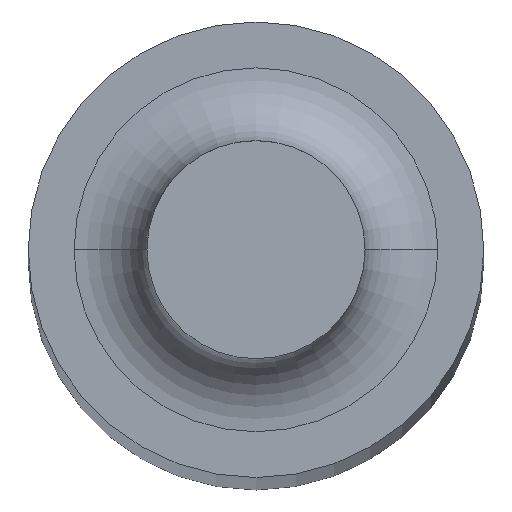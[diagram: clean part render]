
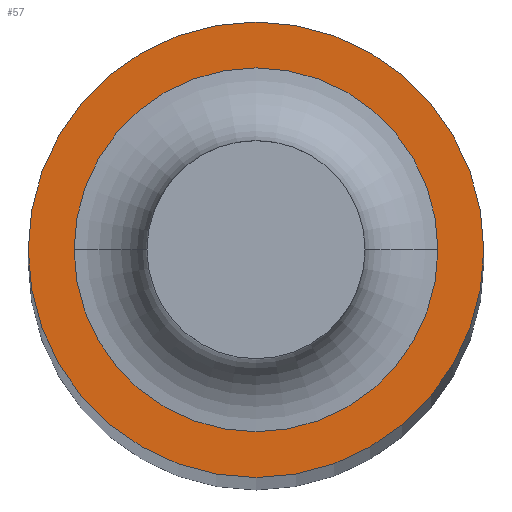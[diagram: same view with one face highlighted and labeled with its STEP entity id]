
A CAD part, top view. The second image highlights one B-rep face of the part: STEP entity #57.
In plain terms, the highlighted planar face has unit normal (0, 0, 1).
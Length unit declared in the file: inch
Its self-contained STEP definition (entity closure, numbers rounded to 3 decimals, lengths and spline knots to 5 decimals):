
#7 = CARTESIAN_POINT ( 'NONE',  ( -0.04991, 0., 1.975 ) ) ;
#19 = DIRECTION ( 'NONE',  ( 0., 0., -1. ) ) ;
#21 = DIRECTION ( 'NONE',  ( 0., 0., 1. ) ) ;
#57 = ADVANCED_FACE ( 'NONE', ( #362, #111 ), #180, .T. ) ;
#67 = CIRCLE ( 'NONE', #157, 0.04991 ) ;
#72 = ORIENTED_EDGE ( 'NONE', *, *, #214, .T. ) ;
#89 = DIRECTION ( 'NONE',  ( -1., 0., 0. ) ) ;
#103 = AXIS2_PLACEMENT_3D ( 'NONE', #254, #390, #330 ) ;
#106 = VERTEX_POINT ( 'NONE', #295 ) ;
#111 = FACE_OUTER_BOUND ( 'NONE', #192, .T. ) ;
#112 = CIRCLE ( 'NONE', #184, 0.0625 ) ;
#130 = AXIS2_PLACEMENT_3D ( 'NONE', #386, #392, #210 ) ;
#150 = DIRECTION ( 'NONE',  ( 1., 0., 0. ) ) ;
#157 = AXIS2_PLACEMENT_3D ( 'NONE', #308, #19, #89 ) ;
#160 = VERTEX_POINT ( 'NONE', #238 ) ;
#180 = PLANE ( 'NONE',  #130 ) ;
#184 = AXIS2_PLACEMENT_3D ( 'NONE', #339, #21, #150 ) ;
#192 = EDGE_LOOP ( 'NONE', ( #72, #199 ) ) ;
#199 = ORIENTED_EDGE ( 'NONE', *, *, #398, .T. ) ;
#210 = DIRECTION ( 'NONE',  ( -1., 0., 0. ) ) ;
#214 = EDGE_CURVE ( 'NONE', #289, #160, #112, .T. ) ;
#225 = EDGE_CURVE ( 'NONE', #106, #373, #67, .T. ) ;
#233 = DIRECTION ( 'NONE',  ( 0., 0., -1. ) ) ;
#238 = CARTESIAN_POINT ( 'NONE',  ( 0.0625, 0., 1.975 ) ) ;
#254 = CARTESIAN_POINT ( 'NONE',  ( 0., 0., 1.975 ) ) ;
#257 = ORIENTED_EDGE ( 'NONE', *, *, #225, .T. ) ;
#289 = VERTEX_POINT ( 'NONE', #409 ) ;
#295 = CARTESIAN_POINT ( 'NONE',  ( 0.04991, 0., 1.975 ) ) ;
#297 = CARTESIAN_POINT ( 'NONE',  ( 0., 0., 1.975 ) ) ;
#308 = CARTESIAN_POINT ( 'NONE',  ( 0., 0., 1.975 ) ) ;
#316 = EDGE_CURVE ( 'NONE', #373, #106, #387, .T. ) ;
#317 = ORIENTED_EDGE ( 'NONE', *, *, #316, .T. ) ;
#318 = DIRECTION ( 'NONE',  ( -1., 0., 0. ) ) ;
#330 = DIRECTION ( 'NONE',  ( 1., 0., 0. ) ) ;
#339 = CARTESIAN_POINT ( 'NONE',  ( 0., 0., 1.975 ) ) ;
#348 = EDGE_LOOP ( 'NONE', ( #317, #257 ) ) ;
#362 = FACE_BOUND ( 'NONE', #348, .T. ) ;
#363 = AXIS2_PLACEMENT_3D ( 'NONE', #297, #233, #318 ) ;
#373 = VERTEX_POINT ( 'NONE', #7 ) ;
#386 = CARTESIAN_POINT ( 'NONE',  ( -0.04991, 0., 1.975 ) ) ;
#387 = CIRCLE ( 'NONE', #363, 0.04991 ) ;
#390 = DIRECTION ( 'NONE',  ( 0., 0., 1. ) ) ;
#392 = DIRECTION ( 'NONE',  ( 0., 0., 1. ) ) ;
#398 = EDGE_CURVE ( 'NONE', #160, #289, #402, .T. ) ;
#402 = CIRCLE ( 'NONE', #103, 0.0625 ) ;
#409 = CARTESIAN_POINT ( 'NONE',  ( -0.0625, 0., 1.975 ) ) ;
